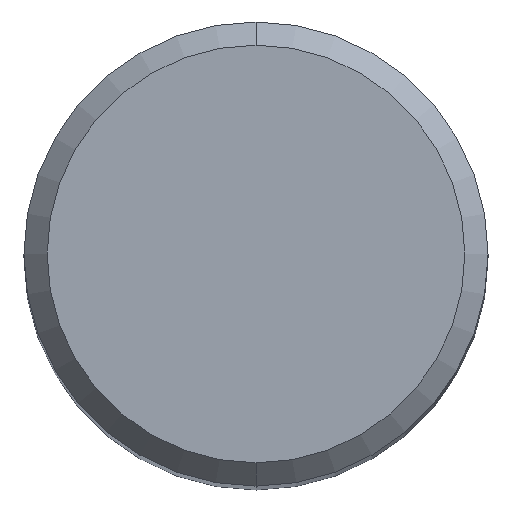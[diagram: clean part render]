
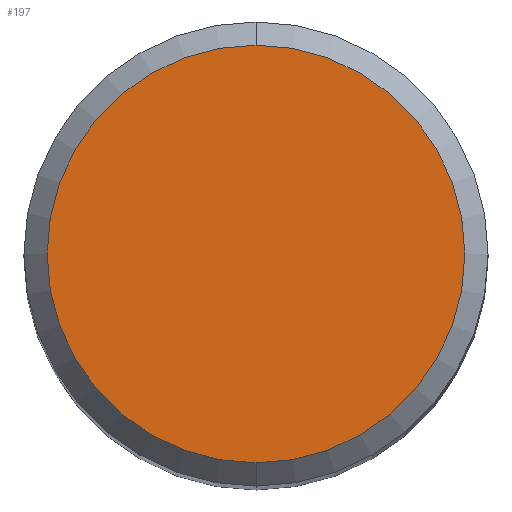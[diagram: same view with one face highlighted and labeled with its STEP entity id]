
A CAD part, top view. The second image highlights one B-rep face of the part: STEP entity #197.
In plain terms, the highlighted planar face has unit normal (0, 0, 1).
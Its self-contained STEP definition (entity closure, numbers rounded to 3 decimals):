
#105=EDGE_CURVE('',#213,#203,#256,.T.);
#197=ADVANCED_FACE('',(#361),#362,.T.);
#203=VERTEX_POINT('',#368);
#207=EDGE_CURVE('',#203,#213,#372,.T.);
#213=VERTEX_POINT('',#378);
#256=CIRCLE('',#420,4.5);
#361=FACE_OUTER_BOUND('',#551,.T.);
#362=PLANE('',#552);
#368=CARTESIAN_POINT('',(0.0,4.5,0.));
#372=CIRCLE('',#565,4.5);
#378=CARTESIAN_POINT('',(0.,-4.5,0.));
#420=AXIS2_PLACEMENT_3D('',#605,#606,#607);
#551=EDGE_LOOP('',(#756,#757));
#552=AXIS2_PLACEMENT_3D('',#758,#759,#760);
#565=AXIS2_PLACEMENT_3D('',#762,#763,#764);
#605=CARTESIAN_POINT('',(0.0,0.0,0.));
#606=DIRECTION('',(0.0,0.0,-1.0));
#607=DIRECTION('',(0.0,1.0,0.0));
#756=ORIENTED_EDGE('',*,*,#207,.F.);
#757=ORIENTED_EDGE('',*,*,#105,.F.);
#758=CARTESIAN_POINT('',(0.0,2.25,0.));
#759=DIRECTION('',(-0.0,0.0,1.0));
#760=DIRECTION('',(0.0,-1.0,0.0));
#762=CARTESIAN_POINT('',(0.0,0.0,0.));
#763=DIRECTION('',(0.0,0.0,-1.0));
#764=DIRECTION('',(0.0,1.0,0.0));
